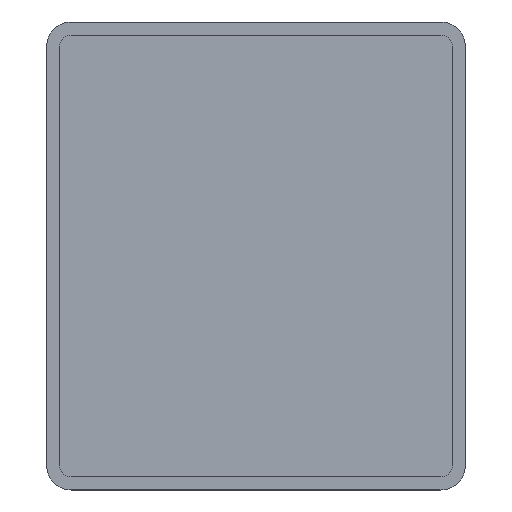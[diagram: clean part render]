
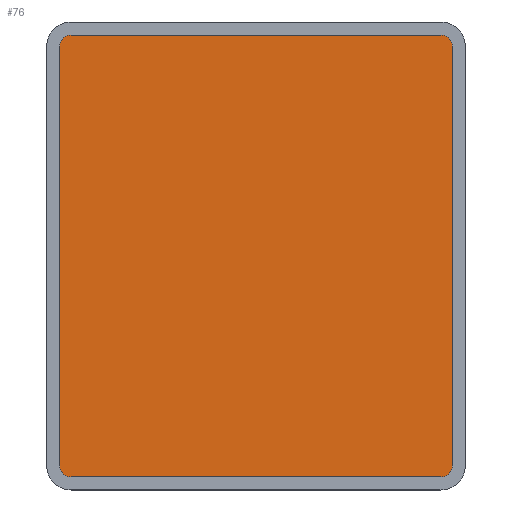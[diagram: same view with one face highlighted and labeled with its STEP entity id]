
A CAD part, front view. The second image highlights one B-rep face of the part: STEP entity #76.
In plain terms, the highlighted planar face has unit normal (0, -1, 0).
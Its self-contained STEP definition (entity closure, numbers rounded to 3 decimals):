
#1=CARTESIAN_POINT('POINT235',(17.145,-53.34,18.313));
#2=VERTEX_POINT('VERTEX235',#1);
#3=CARTESIAN_POINT('POINT236',(17.145,-53.34,
   -18.313));
#4=VERTEX_POINT('VERTEX236',#3);
#5=CARTESIAN_POINT('POS411',(17.145,-53.34,-18.313));
#6=DIRECTION('DIR595',(0.,0.,
   -1.));
#7=VECTOR('VEC227',#6,25.4);
#8=LINE('STRAIGHT227',#5,#7);
#9=EDGE_CURVE('EDGE361',#2,#4,#8,.T.);
#10=ORIENTED_EDGE('COEDGE721',*,*,#9,.F.);
#11=CARTESIAN_POINT('POINT237',(16.154,-53.34,
   19.304));
#12=VERTEX_POINT('VERTEX237',#11);
#13=CARTESIAN_POINT('POS412',(16.154,-53.34,
   18.313));
#14=DIRECTION('DIR596',(0.,1.,
   0.));
#15=DIRECTION('DIR597',(1.,0.,
   0.));
#16=AXIS2_PLACEMENT_3D('AXIS185',#13,#14,#15);
#17=CIRCLE('ELLIPSE72',#16,0.991);
#18=EDGE_CURVE('EDGE362',#12,#2,#17,.T.);
#19=ORIENTED_EDGE('COEDGE722',*,*,#18,.F.);
#20=CARTESIAN_POINT('POINT238',(-16.154,-53.34,19.304));
#21=VERTEX_POINT('VERTEX238',#20);
#22=CARTESIAN_POINT('POS413',(16.154,-53.34,19.304));
#23=DIRECTION('DIR598',(1.,0.,
   0.));
#24=VECTOR('VEC228',#23,25.4);
#25=LINE('STRAIGHT228',#22,#24);
#26=EDGE_CURVE('EDGE363',#21,#12,#25,.T.);
#27=ORIENTED_EDGE('COEDGE723',*,*,#26,.F.);
#28=CARTESIAN_POINT('POINT239',(-17.145,-53.34,
   18.313));
#29=VERTEX_POINT('VERTEX239',#28);
#30=CARTESIAN_POINT('POS414',(-16.154,-53.34,
   18.313));
#31=DIRECTION('DIR599',(0.,1.,
   0.));
#32=DIRECTION('DIR600',(0.,0.,
   1.));
#33=AXIS2_PLACEMENT_3D('AXIS186',#30,#31,#32);
#34=CIRCLE('ELLIPSE73',#33,0.991);
#35=EDGE_CURVE('EDGE364',#29,#21,#34,.T.);
#36=ORIENTED_EDGE('COEDGE724',*,*,#35,.F.);
#37=CARTESIAN_POINT('POINT240',(-17.145,-53.34,-18.313))
   ;
#38=VERTEX_POINT('VERTEX240',#37);
#39=CARTESIAN_POINT('POS415',(-17.145,-53.34,18.313));
#40=DIRECTION('DIR601',(0.,0.,
   1.));
#41=VECTOR('VEC229',#40,25.4);
#42=LINE('STRAIGHT229',#39,#41);
#43=EDGE_CURVE('EDGE365',#38,#29,#42,.T.);
#44=ORIENTED_EDGE('COEDGE725',*,*,#43,.F.);
#45=CARTESIAN_POINT('POINT241',(-16.154,-53.34,
   -19.304));
#46=VERTEX_POINT('VERTEX241',#45);
#47=CARTESIAN_POINT('POS416',(-16.154,-53.34,
   -18.313));
#48=DIRECTION('DIR602',(0.,1.,
   0.));
#49=DIRECTION('DIR603',(-1.,0.,
   0.));
#50=AXIS2_PLACEMENT_3D('AXIS187',#47,#48,#49);
#51=CIRCLE('ELLIPSE74',#50,0.991);
#52=EDGE_CURVE('EDGE366',#46,#38,#51,.T.);
#53=ORIENTED_EDGE('COEDGE726',*,*,#52,.F.);
#54=CARTESIAN_POINT('POINT242',(16.154,-53.34,-19.304));
#55=VERTEX_POINT('VERTEX242',#54);
#56=CARTESIAN_POINT('POS417',(-16.154,-53.34,-19.304));
#57=DIRECTION('DIR604',(-1.,0.,0.));
#58=VECTOR('VEC230',#57,25.4);
#59=LINE('STRAIGHT230',#56,#58);
#60=EDGE_CURVE('EDGE367',#55,#46,#59,.T.);
#61=ORIENTED_EDGE('COEDGE727',*,*,#60,.F.);
#62=CARTESIAN_POINT('POS418',(16.154,-53.34,
   -18.313));
#63=DIRECTION('DIR605',(0.,1.,
   0.));
#64=DIRECTION('DIR606',(0.,0.,
   -1.));
#65=AXIS2_PLACEMENT_3D('AXIS188',#62,#63,#64);
#66=CIRCLE('ELLIPSE75',#65,0.991);
#67=EDGE_CURVE('EDGE368',#4,#55,#66,.T.);
#68=ORIENTED_EDGE('COEDGE728',*,*,#67,.F.);
#69=EDGE_LOOP('NONE',(#10,#19,#27,#36,#44,#53,#61,#68));
#70=FACE_BOUND('LOOP1',#69,.T.);
#71=CARTESIAN_POINT('POS419',(0.,-53.34,
   0.));
#72=DIRECTION('DIR607',(0.,-1.,
   0.));
#73=DIRECTION('DIR608',(1.,0.,
   0.));
#74=AXIS2_PLACEMENT_3D('AXIS189',#71,#72,#73);
#75=PLANE('PLANE72',#74);
#76=ADVANCED_FACE('FACE144',(#70),#75,.T.);
